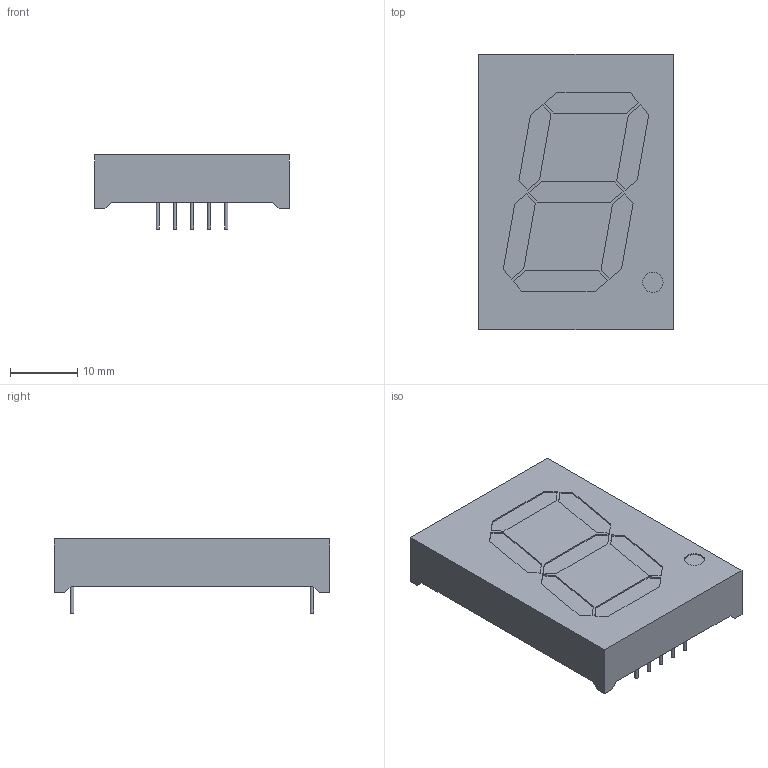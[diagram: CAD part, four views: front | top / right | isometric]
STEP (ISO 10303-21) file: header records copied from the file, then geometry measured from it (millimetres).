
FILE_DESCRIPTION(/* description */ (''),/* implementation_level */ '2;1');
FILE_NAME(/* name */ '7-Segment 30mm.step',/* time_stamp */ '2024-09-05T08:36:59+02:00',/* author */ (''),/* organization */ (''),/* preprocessor_version */ 'ST-DEVELOPER v20',/* originating_system */ 'Autodesk Translation Framework v13.14.0.145',/* authorisation */ '');
FILE_SCHEMA (('AUTOMOTIVE_DESIGN { 1 0 10303 214 3 1 1 }'));
Length unit declared in the file: millimetre
Products named in the file (1): 7-Segment 1 Zoll
Bounding box: 28.8 x 40.8 x 11 mm (x, y, z)
Volume: 8194.3 mm3; surface area: 3457.3 mm2
Topology: 1 solids, 1 shells, 97 faces, 231 edges, 154 vertices
Faces by surface type: plane 86, cylinder 11
Full cylindrical faces by diameter (mm): 0.5 x10, 3 x1
Entity records: 2834 total; most frequent: CARTESIAN_POINT 483, ORIENTED_EDGE 462, DIRECTION 449, EDGE_CURVE 231, LINE 209, VECTOR 209, VERTEX_POINT 154, AXIS2_PLACEMENT_3D 120
